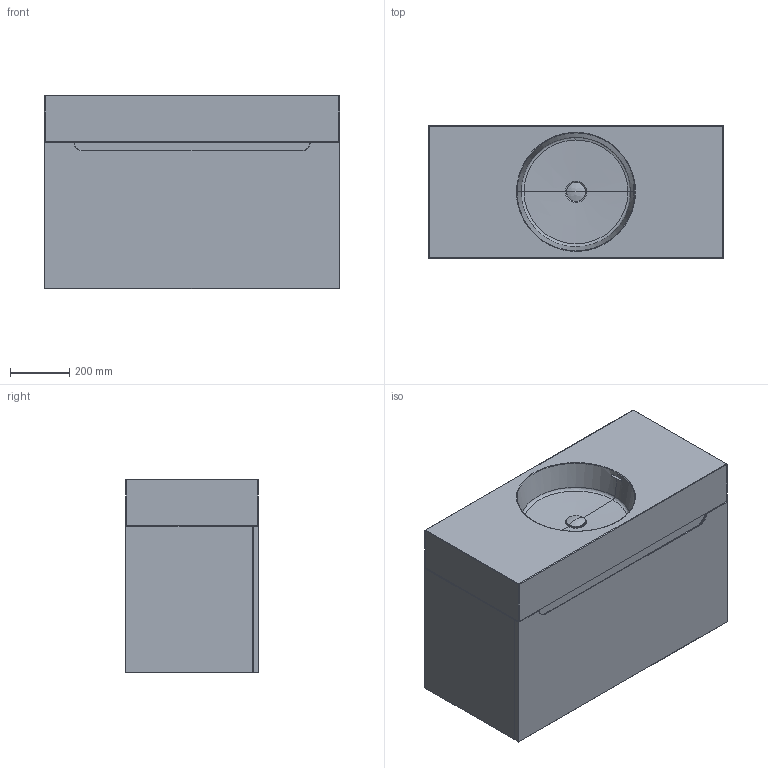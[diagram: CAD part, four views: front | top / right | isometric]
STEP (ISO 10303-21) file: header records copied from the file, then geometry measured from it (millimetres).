
FILE_DESCRIPTION(/* description */ (''),/* implementation_level */ '2;1');
FILE_NAME(/* name */ 'STEP - NEV2-1000KITALL_2356825_CB',/* time_stamp */ '2025-01-28T10:13:10+11:00',/* author */ (''),/* organization */ (''),/* preprocessor_version */ 'ST-DEVELOPER v16.5',/* originating_system */ 'Rhino 7.37',/* authorisation */ '');
FILE_SCHEMA (('AUTOMOTIVE_DESIGN'));
Length unit declared in the file: millimetre
Products named in the file (17): Document; NEO_1000_CABINET_ASM21; NEO_1000_CARCASS6; NEO_1000_BOTTOM_DRAWER12; NEO_1000_TOP_DRAWER7; NEO_BRACKET34; NEO_1000_SPACER5; DIVIDER_B1617; NEO_SGL_1000_CTR_02_K; WASTE_NO_OFLOW_ASM_ASM1920; OMVIVO_WASTE_NO_OFLOW8; 32-40_ADAPTER_LOCKNUT_STEEL910; Block 10; WASTE_TOP_WASHER11; LOCKNUT_WASHER1213; PLUG1415; TRAP18
Assembly tree (19 placements, depth 5):
  Document
    NEO_1000_CABINET_ASM21
      NEO_1000_CARCASS6
      NEO_1000_BOTTOM_DRAWER12
      NEO_1000_TOP_DRAWER7
      NEO_BRACKET34  x4
      NEO_1000_SPACER5
      DIVIDER_B1617
      NEO_SGL_1000_CTR_02_K
      WASTE_NO_OFLOW_ASM_ASM1920
        OMVIVO_WASTE_NO_OFLOW8
        32-40_ADAPTER_LOCKNUT_STEEL910
          Block 10
        WASTE_TOP_WASHER11
        LOCKNUT_WASHER1213
        PLUG1415
      TRAP18
Bounding box: 1000 x 450 x 655 mm (x, y, z)
Volume: 47731863.4 mm3; surface area: 8738050.8 mm2
Topology: 31 solids, 32 shells, 1046 faces, 2528 edges, 1556 vertices
Faces by surface type: cylinder 436, bspline 314, plane 296
Entity records: 61758 total; most frequent: CARTESIAN_POINT 47542, ORIENTED_EDGE 4237, EDGE_CURVE 2126, VERTEX_POINT 1292, B_SPLINE_CURVE_WITH_KNOTS 1289, EDGE_LOOP 981, ADVANCED_FACE 908, FACE_OUTER_BOUND 908
